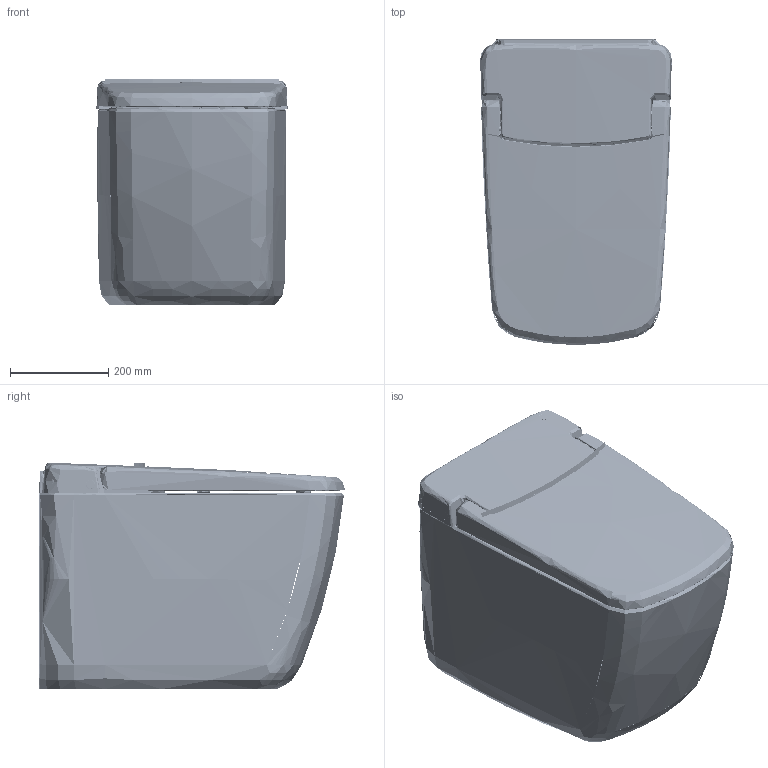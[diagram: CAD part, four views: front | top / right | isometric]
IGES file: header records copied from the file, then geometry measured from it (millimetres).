
Global section: file name: 7232.igs; native system: NX V11.0; preprocessor: SIEMENS PLM Software NX 11.0; date: 20191212.191059; units: millimetre
Bounding box: 389.61 x 622.66 x 461.47 mm (x, y, z)
Surface area: 3769803.2 mm2 (no closed solid volume)
Topology: 0 solids, 2 shells, 12375 faces, 80163 edges, 79647 vertices
Faces by surface type: bspline 12235, offset 140
